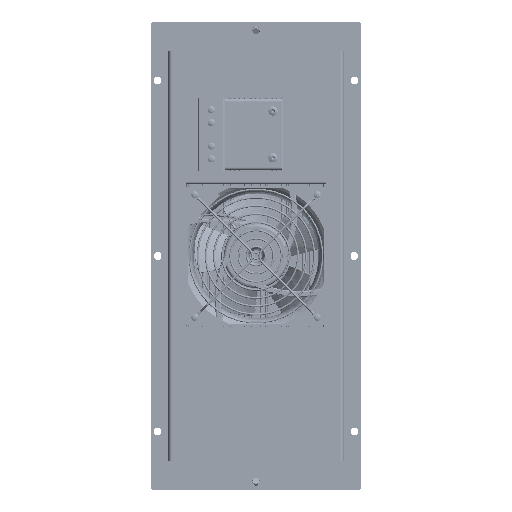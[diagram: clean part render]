
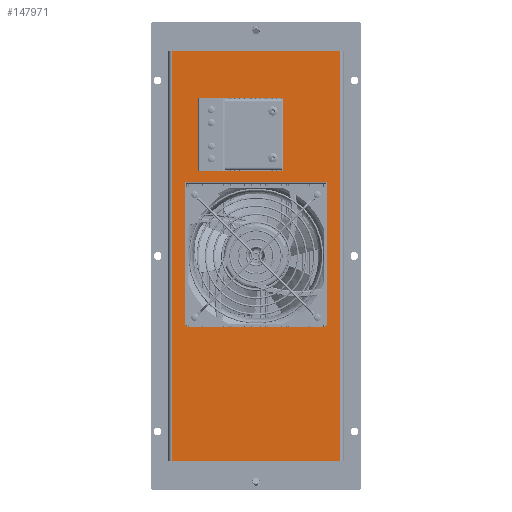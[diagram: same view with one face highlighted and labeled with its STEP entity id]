
A CAD part, front view. The second image highlights one B-rep face of the part: STEP entity #147971.
In plain terms, the highlighted face is planar.
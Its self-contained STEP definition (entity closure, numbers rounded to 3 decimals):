
#145778=DIRECTION('',(0.,0.,1.));
#145779=VECTOR('',#145778,350.);
#145780=CARTESIAN_POINT('',(-72.,0.,-175.));
#145781=LINE('',#145780,#145779);
#145940=DIRECTION('',(1.,0.,0.));
#145941=VECTOR('',#145940,144.);
#145942=CARTESIAN_POINT('',(-72.,0.,-175.));
#145943=LINE('',#145942,#145941);
#145944=DIRECTION('',(0.,0.,1.));
#145945=VECTOR('',#145944,2.5);
#145946=CARTESIAN_POINT('',(-23.,0.,132.5));
#145947=LINE('',#145946,#145945);
#145948=DIRECTION('',(1.,0.,0.));
#145949=VECTOR('',#145948,50.);
#145950=CARTESIAN_POINT('',(-23.,0.,135.));
#145951=LINE('',#145950,#145949);
#145952=DIRECTION('',(0.,0.,-1.));
#145953=VECTOR('',#145952,62.);
#145954=CARTESIAN_POINT('',(27.,0.,135.));
#145955=LINE('',#145954,#145953);
#145956=DIRECTION('',(-1.,0.,0.));
#145957=VECTOR('',#145956,50.);
#145958=CARTESIAN_POINT('',(27.,0.,73.));
#145959=LINE('',#145958,#145957);
#145960=DIRECTION('',(0.,0.,1.));
#145961=VECTOR('',#145960,2.5);
#145962=CARTESIAN_POINT('',(-23.,0.,73.));
#145963=LINE('',#145962,#145961);
#145964=CARTESIAN_POINT('',(38.2,0.,125.));
#145965=DIRECTION('',(0.,1.,0.));
#145966=DIRECTION('',(1.,0.,0.));
#145967=AXIS2_PLACEMENT_3D('',#145964,#145965,#145966);
#145969=CARTESIAN_POINT('',(38.2,0.,125.));
#145970=DIRECTION('',(0.,1.,0.));
#145971=DIRECTION('',(-1.,0.,0.));
#145972=AXIS2_PLACEMENT_3D('',#145969,#145970,#145971);
#145974=CARTESIAN_POINT('',(38.2,0.,114.));
#145975=DIRECTION('',(0.,1.,0.));
#145976=DIRECTION('',(1.,0.,0.));
#145977=AXIS2_PLACEMENT_3D('',#145974,#145975,#145976);
#145979=CARTESIAN_POINT('',(38.2,0.,114.));
#145980=DIRECTION('',(0.,1.,0.));
#145981=DIRECTION('',(-1.,0.,0.));
#145982=AXIS2_PLACEMENT_3D('',#145979,#145980,#145981);
#145984=CARTESIAN_POINT('',(38.2,0.,94.));
#145985=DIRECTION('',(0.,1.,0.));
#145986=DIRECTION('',(1.,0.,0.));
#145987=AXIS2_PLACEMENT_3D('',#145984,#145985,#145986);
#145989=CARTESIAN_POINT('',(38.2,0.,94.));
#145990=DIRECTION('',(0.,1.,0.));
#145991=DIRECTION('',(-1.,0.,0.));
#145992=AXIS2_PLACEMENT_3D('',#145989,#145990,#145991);
#145994=CARTESIAN_POINT('',(38.2,0.,83.));
#145995=DIRECTION('',(0.,1.,0.));
#145996=DIRECTION('',(1.,0.,0.));
#145997=AXIS2_PLACEMENT_3D('',#145994,#145995,#145996);
#145999=CARTESIAN_POINT('',(38.2,0.,83.));
#146000=DIRECTION('',(0.,1.,0.));
#146001=DIRECTION('',(-1.,0.,0.));
#146002=AXIS2_PLACEMENT_3D('',#145999,#146000,#146001);
#146004=DIRECTION('',(0.,0.,-1.));
#146005=VECTOR('',#146004,118.);
#146006=CARTESIAN_POINT('',(60.5,0.,60.5));
#146007=LINE('',#146006,#146005);
#146008=CARTESIAN_POINT('',(57.5,0.,-57.5));
#146009=DIRECTION('',(0.,1.,0.));
#146010=DIRECTION('',(1.,0.,0.));
#146011=AXIS2_PLACEMENT_3D('',#146008,#146009,#146010);
#146013=DIRECTION('',(-1.,0.,0.));
#146014=VECTOR('',#146013,115.);
#146015=CARTESIAN_POINT('',(57.5,0.,-60.5));
#146016=LINE('',#146015,#146014);
#146017=CARTESIAN_POINT('',(-57.5,0.,-57.5));
#146018=DIRECTION('',(0.,1.,0.));
#146019=DIRECTION('',(0.,0.,-1.));
#146020=AXIS2_PLACEMENT_3D('',#146017,#146018,#146019);
#146022=DIRECTION('',(0.,0.,1.));
#146023=VECTOR('',#146022,118.);
#146024=CARTESIAN_POINT('',(-60.5,0.,-57.5));
#146025=LINE('',#146024,#146023);
#146026=DIRECTION('',(0.,0.,1.));
#146027=VECTOR('',#146026,3.1);
#146028=CARTESIAN_POINT('',(-60.5,0.,60.5));
#146029=LINE('',#146028,#146027);
#146030=DIRECTION('',(1.,0.,0.));
#146031=VECTOR('',#146030,1.);
#146032=CARTESIAN_POINT('',(-60.5,0.,63.6));
#146033=LINE('',#146032,#146031);
#146034=DIRECTION('',(0.,0.,-1.));
#146035=VECTOR('',#146034,0.1);
#146036=CARTESIAN_POINT('',(-59.5,0.,63.6));
#146037=LINE('',#146036,#146035);
#146038=DIRECTION('',(0.,0.,1.));
#146039=VECTOR('',#146038,0.1);
#146040=CARTESIAN_POINT('',(59.5,0.,63.5));
#146041=LINE('',#146040,#146039);
#146042=DIRECTION('',(1.,0.,0.));
#146043=VECTOR('',#146042,1.);
#146044=CARTESIAN_POINT('',(59.5,0.,63.6));
#146045=LINE('',#146044,#146043);
#146046=DIRECTION('',(0.,0.,-1.));
#146047=VECTOR('',#146046,3.1);
#146048=CARTESIAN_POINT('',(60.5,0.,63.6));
#146049=LINE('',#146048,#146047);
#146050=DIRECTION('',(0.,0.,-1.));
#146051=VECTOR('',#146050,350.);
#146052=CARTESIAN_POINT('',(72.,0.,175.));
#146053=LINE('',#146052,#146051);
#146454=DIRECTION('',(1.,0.,0.));
#146455=VECTOR('',#146454,144.);
#146456=CARTESIAN_POINT('',(-72.,0.,175.));
#146457=LINE('',#146456,#146455);
#146558=DIRECTION('',(0.,0.,-1.));
#146559=VECTOR('',#146558,57.);
#146560=CARTESIAN_POINT('',(-23.,0.,132.5));
#146561=LINE('',#146560,#146559);
#146966=DIRECTION('',(-1.,0.,0.));
#146967=VECTOR('',#146966,119.);
#146968=CARTESIAN_POINT('',(59.5,0.,63.5));
#146969=LINE('',#146968,#146967);
#147204=CARTESIAN_POINT('',(-72.,0.,175.));
#147205=VERTEX_POINT('',#147204);
#147208=CARTESIAN_POINT('',(-72.,0.,-175.));
#147209=VERTEX_POINT('',#147208);
#147318=CARTESIAN_POINT('',(72.,0.,-175.));
#147319=VERTEX_POINT('',#147318);
#147320=CARTESIAN_POINT('',(72.,0.,175.));
#147321=VERTEX_POINT('',#147320);
#147322=CARTESIAN_POINT('',(-23.,0.,132.5));
#147323=CARTESIAN_POINT('',(-23.,0.,135.));
#147324=VERTEX_POINT('',#147322);
#147325=VERTEX_POINT('',#147323);
#147326=CARTESIAN_POINT('',(27.,0.,135.));
#147327=VERTEX_POINT('',#147326);
#147328=CARTESIAN_POINT('',(27.,0.,73.));
#147329=VERTEX_POINT('',#147328);
#147330=CARTESIAN_POINT('',(-23.,0.,73.));
#147331=VERTEX_POINT('',#147330);
#147332=CARTESIAN_POINT('',(-23.,0.,75.5));
#147333=VERTEX_POINT('',#147332);
#147334=CARTESIAN_POINT('',(39.45,0.,125.));
#147335=CARTESIAN_POINT('',(36.95,0.,125.));
#147336=VERTEX_POINT('',#147334);
#147337=VERTEX_POINT('',#147335);
#147338=CARTESIAN_POINT('',(39.45,0.,114.));
#147339=CARTESIAN_POINT('',(36.95,0.,114.));
#147340=VERTEX_POINT('',#147338);
#147341=VERTEX_POINT('',#147339);
#147342=CARTESIAN_POINT('',(39.45,0.,94.));
#147343=CARTESIAN_POINT('',(36.95,0.,94.));
#147344=VERTEX_POINT('',#147342);
#147345=VERTEX_POINT('',#147343);
#147346=CARTESIAN_POINT('',(39.45,0.,83.));
#147347=CARTESIAN_POINT('',(36.95,0.,83.));
#147348=VERTEX_POINT('',#147346);
#147349=VERTEX_POINT('',#147347);
#147350=CARTESIAN_POINT('',(60.5,0.,60.5));
#147351=CARTESIAN_POINT('',(60.5,0.,-57.5));
#147352=VERTEX_POINT('',#147350);
#147353=VERTEX_POINT('',#147351);
#147354=CARTESIAN_POINT('',(57.5,0.,-60.5));
#147355=VERTEX_POINT('',#147354);
#147356=CARTESIAN_POINT('',(-57.5,0.,-60.5));
#147357=VERTEX_POINT('',#147356);
#147358=CARTESIAN_POINT('',(-60.5,0.,-57.5));
#147359=VERTEX_POINT('',#147358);
#147360=CARTESIAN_POINT('',(-60.5,0.,60.5));
#147361=VERTEX_POINT('',#147360);
#147362=CARTESIAN_POINT('',(-60.5,0.,63.6));
#147363=VERTEX_POINT('',#147362);
#147364=CARTESIAN_POINT('',(-59.5,0.,63.6));
#147365=VERTEX_POINT('',#147364);
#147366=CARTESIAN_POINT('',(-59.5,0.,63.5));
#147367=VERTEX_POINT('',#147366);
#147368=CARTESIAN_POINT('',(59.5,0.,63.5));
#147369=VERTEX_POINT('',#147368);
#147370=CARTESIAN_POINT('',(59.5,0.,63.6));
#147371=VERTEX_POINT('',#147370);
#147372=CARTESIAN_POINT('',(60.5,0.,63.6));
#147373=VERTEX_POINT('',#147372);
#147894=CARTESIAN_POINT('',(75.,0.,-175.));
#147895=DIRECTION('',(0.,1.,0.));
#147896=DIRECTION('',(-1.,0.,0.));
#147897=AXIS2_PLACEMENT_3D('',#147894,#147895,#147896);
#147898=PLANE('',#147897);
#147899=ORIENTED_EDGE('',*,*,#147885,.T.);
#147901=ORIENTED_EDGE('',*,*,#147900,.F.);
#147903=ORIENTED_EDGE('',*,*,#147902,.F.);
#147904=ORIENTED_EDGE('',*,*,#147667,.F.);
#147905=EDGE_LOOP('',(#147899,#147901,#147903,#147904));
#147906=FACE_OUTER_BOUND('',#147905,.F.);
#147908=ORIENTED_EDGE('',*,*,#147907,.T.);
#147910=ORIENTED_EDGE('',*,*,#147909,.T.);
#147912=ORIENTED_EDGE('',*,*,#147911,.T.);
#147914=ORIENTED_EDGE('',*,*,#147913,.T.);
#147916=ORIENTED_EDGE('',*,*,#147915,.T.);
#147918=ORIENTED_EDGE('',*,*,#147917,.F.);
#147919=EDGE_LOOP('',(#147908,#147910,#147912,#147914,#147916,#147918));
#147920=FACE_BOUND('',#147919,.F.);
#147922=ORIENTED_EDGE('',*,*,#147921,.T.);
#147924=ORIENTED_EDGE('',*,*,#147923,.T.);
#147925=EDGE_LOOP('',(#147922,#147924));
#147926=FACE_BOUND('',#147925,.F.);
#147928=ORIENTED_EDGE('',*,*,#147927,.T.);
#147930=ORIENTED_EDGE('',*,*,#147929,.T.);
#147931=EDGE_LOOP('',(#147928,#147930));
#147932=FACE_BOUND('',#147931,.F.);
#147934=ORIENTED_EDGE('',*,*,#147933,.T.);
#147936=ORIENTED_EDGE('',*,*,#147935,.T.);
#147937=EDGE_LOOP('',(#147934,#147936));
#147938=FACE_BOUND('',#147937,.F.);
#147940=ORIENTED_EDGE('',*,*,#147939,.T.);
#147942=ORIENTED_EDGE('',*,*,#147941,.T.);
#147943=EDGE_LOOP('',(#147940,#147942));
#147944=FACE_BOUND('',#147943,.F.);
#147946=ORIENTED_EDGE('',*,*,#147945,.T.);
#147948=ORIENTED_EDGE('',*,*,#147947,.T.);
#147950=ORIENTED_EDGE('',*,*,#147949,.T.);
#147952=ORIENTED_EDGE('',*,*,#147951,.T.);
#147954=ORIENTED_EDGE('',*,*,#147953,.T.);
#147956=ORIENTED_EDGE('',*,*,#147955,.T.);
#147958=ORIENTED_EDGE('',*,*,#147957,.T.);
#147960=ORIENTED_EDGE('',*,*,#147959,.T.);
#147962=ORIENTED_EDGE('',*,*,#147961,.F.);
#147964=ORIENTED_EDGE('',*,*,#147963,.T.);
#147966=ORIENTED_EDGE('',*,*,#147965,.T.);
#147968=ORIENTED_EDGE('',*,*,#147967,.T.);
#147969=EDGE_LOOP('',(#147946,#147948,#147950,#147952,#147954,#147956,#147958,
#147960,#147962,#147964,#147966,#147968));
#147970=FACE_BOUND('',#147969,.F.);
#147971=ADVANCED_FACE('',(#147906,#147920,#147926,#147932,#147938,#147944,
#147970),#147898,.T.);
#145968=CIRCLE('',#145967,1.25);
#145973=CIRCLE('',#145972,1.25);
#145978=CIRCLE('',#145977,1.25);
#145983=CIRCLE('',#145982,1.25);
#145988=CIRCLE('',#145987,1.25);
#145993=CIRCLE('',#145992,1.25);
#145998=CIRCLE('',#145997,1.25);
#146003=CIRCLE('',#146002,1.25);
#146012=CIRCLE('',#146011,3.);
#146021=CIRCLE('',#146020,3.);
#147667=EDGE_CURVE('',#147209,#147205,#145781,.T.);
#147885=EDGE_CURVE('',#147209,#147319,#145943,.T.);
#147900=EDGE_CURVE('',#147321,#147319,#146053,.T.);
#147902=EDGE_CURVE('',#147205,#147321,#146457,.T.);
#147907=EDGE_CURVE('',#147324,#147325,#145947,.T.);
#147909=EDGE_CURVE('',#147325,#147327,#145951,.T.);
#147911=EDGE_CURVE('',#147327,#147329,#145955,.T.);
#147913=EDGE_CURVE('',#147329,#147331,#145959,.T.);
#147915=EDGE_CURVE('',#147331,#147333,#145963,.T.);
#147917=EDGE_CURVE('',#147324,#147333,#146561,.T.);
#147921=EDGE_CURVE('',#147336,#147337,#145968,.T.);
#147923=EDGE_CURVE('',#147337,#147336,#145973,.T.);
#147927=EDGE_CURVE('',#147340,#147341,#145978,.T.);
#147929=EDGE_CURVE('',#147341,#147340,#145983,.T.);
#147933=EDGE_CURVE('',#147344,#147345,#145988,.T.);
#147935=EDGE_CURVE('',#147345,#147344,#145993,.T.);
#147939=EDGE_CURVE('',#147348,#147349,#145998,.T.);
#147941=EDGE_CURVE('',#147349,#147348,#146003,.T.);
#147945=EDGE_CURVE('',#147352,#147353,#146007,.T.);
#147947=EDGE_CURVE('',#147353,#147355,#146012,.T.);
#147949=EDGE_CURVE('',#147355,#147357,#146016,.T.);
#147951=EDGE_CURVE('',#147357,#147359,#146021,.T.);
#147953=EDGE_CURVE('',#147359,#147361,#146025,.T.);
#147955=EDGE_CURVE('',#147361,#147363,#146029,.T.);
#147957=EDGE_CURVE('',#147363,#147365,#146033,.T.);
#147959=EDGE_CURVE('',#147365,#147367,#146037,.T.);
#147961=EDGE_CURVE('',#147369,#147367,#146969,.T.);
#147963=EDGE_CURVE('',#147369,#147371,#146041,.T.);
#147965=EDGE_CURVE('',#147371,#147373,#146045,.T.);
#147967=EDGE_CURVE('',#147373,#147352,#146049,.T.);
